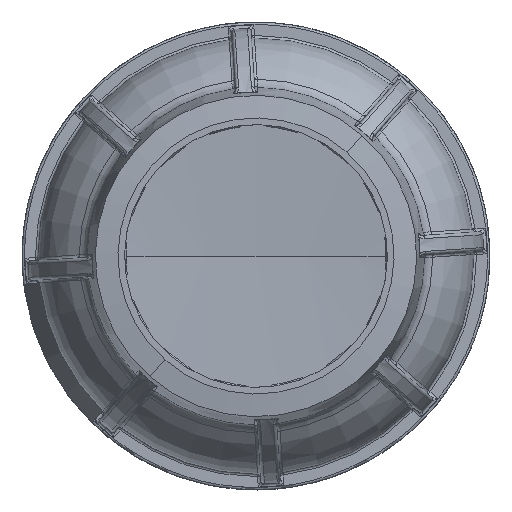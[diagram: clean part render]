
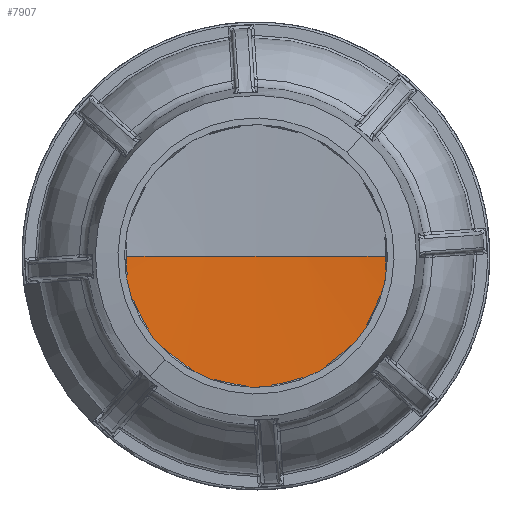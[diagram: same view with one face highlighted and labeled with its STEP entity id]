
A CAD part, left-side view. The second image highlights one B-rep face of the part: STEP entity #7907.
In plain terms, the highlighted spherical face has radius 288.5 mm.
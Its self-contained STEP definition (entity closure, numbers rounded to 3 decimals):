
#2213 = CARTESIAN_POINT ( 'NONE',  ( 0.034, -98.415, 0. ) ) ;
#2214 = DIRECTION ( 'NONE',  ( 1., 0., 0. ) ) ;
#2215 = DIRECTION ( 'NONE',  ( 0., 0., -1. ) ) ;
#2225 = CARTESIAN_POINT ( 'NONE',  ( -287.5, -98.415, 0. ) ) ;
#2226 = DIRECTION ( 'NONE',  ( 0., 0., -1. ) ) ;
#2227 = DIRECTION ( 'NONE',  ( -1., 0., 0. ) ) ;
#2228 = CARTESIAN_POINT ( 'NONE',  ( -287.5, -98.415, 0. ) ) ;
#2229 = DIRECTION ( 'NONE',  ( 0., 0., 1. ) ) ;
#2230 = DIRECTION ( 'NONE',  ( 1., 0., 0. ) ) ;
#2231 = CARTESIAN_POINT ( 'NONE',  ( 0.034, -98.415, 0. ) ) ;
#2232 = DIRECTION ( 'NONE',  ( 1., 0., 0. ) ) ;
#2233 = DIRECTION ( 'NONE',  ( 0., 0., -1. ) ) ;
#7907 = ADVANCED_FACE ( 'NONE', ( #27064 ), #27065, .T. ) ;
#8549 = EDGE_LOOP ( 'NONE', ( #11658, #11660, #11659, #11661 ) ) ;
#8694 = VERTEX_POINT ( 'NONE', #29970 ) ;
#8695 = VERTEX_POINT ( 'NONE', #29971 ) ;
#8699 = VERTEX_POINT ( 'NONE', #29975 ) ;
#8700 = VERTEX_POINT ( 'NONE', #29976 ) ;
#11387 = EDGE_CURVE ( 'NONE', #8694, #8695, #38447, .T. ) ;
#11391 = EDGE_CURVE ( 'NONE', #8699, #8700, #38455, .T. ) ;
#11392 = EDGE_CURVE ( 'NONE', #8699, #8695, #38443, .T. ) ;
#11393 = EDGE_CURVE ( 'NONE', #8700, #8694, #38444, .T. ) ;
#11658 = ORIENTED_EDGE ( 'NONE', *, *, #11392, .F. ) ;
#11659 = ORIENTED_EDGE ( 'NONE', *, *, #11393, .T. ) ;
#11660 = ORIENTED_EDGE ( 'NONE', *, *, #11391, .T. ) ;
#11661 = ORIENTED_EDGE ( 'NONE', *, *, #11387, .T. ) ;
#26880 = AXIS2_PLACEMENT_3D ( 'NONE', #28605, #28606, #28607 ) ;
#27064 = FACE_OUTER_BOUND ( 'NONE', #8549, .T. ) ;
#27065 = SPHERICAL_SURFACE ( 'NONE', #26880, 288.5 ) ;
#28605 = CARTESIAN_POINT ( 'NONE',  ( -287.5, -98.415, 0. ) ) ;
#28606 = DIRECTION ( 'NONE',  ( 0., 0., -1. ) ) ;
#28607 = DIRECTION ( 'NONE',  ( 0., 1., 0. ) ) ;
#29970 = CARTESIAN_POINT ( 'NONE',  ( 0.034, -98.415, -23.595 ) ) ;
#29971 = CARTESIAN_POINT ( 'NONE',  ( 0.034, -74.82, 0. ) ) ;
#29975 = CARTESIAN_POINT ( 'NONE',  ( 1., -98.415, 0. ) ) ;
#29976 = CARTESIAN_POINT ( 'NONE',  ( 0.034, -122.011, 0. ) ) ;
#38443 = CIRCLE ( 'NONE', #38458, 288.5 ) ;
#38444 = CIRCLE ( 'NONE', #38460, 23.595 ) ;
#38447 = CIRCLE ( 'NONE', #38448, 23.595 ) ;
#38448 = AXIS2_PLACEMENT_3D ( 'NONE', #2213, #2214, #2215 ) ;
#38455 = CIRCLE ( 'NONE', #38456, 288.5 ) ;
#38456 = AXIS2_PLACEMENT_3D ( 'NONE', #2225, #2226, #2227 ) ;
#38458 = AXIS2_PLACEMENT_3D ( 'NONE', #2228, #2229, #2230 ) ;
#38460 = AXIS2_PLACEMENT_3D ( 'NONE', #2231, #2232, #2233 ) ;
